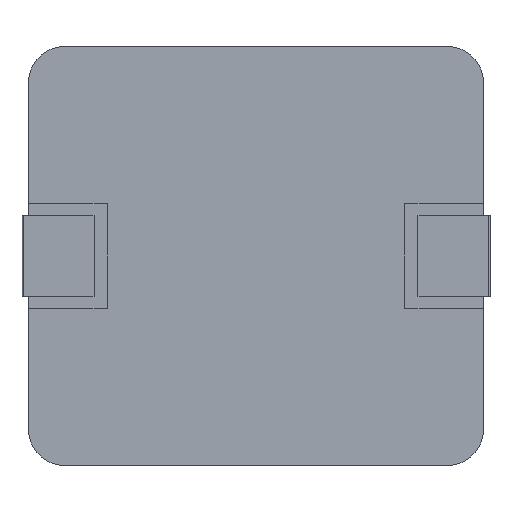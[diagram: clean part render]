
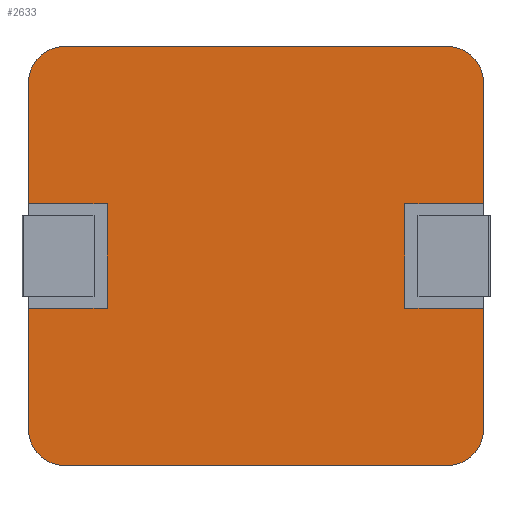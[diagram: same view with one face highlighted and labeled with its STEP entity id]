
A CAD part, front view. The second image highlights one B-rep face of the part: STEP entity #2633.
In plain terms, the highlighted planar face has unit normal (0, -1, 0).
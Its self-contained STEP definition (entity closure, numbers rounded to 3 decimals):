
#14 = VECTOR ( 'NONE', #3138, 1000. ) ;
#49 = DIRECTION ( 'NONE',  ( 0., 0., -1. ) ) ;
#50 = VECTOR ( 'NONE', #788, 1000. ) ;
#81 = CARTESIAN_POINT ( 'NONE',  ( 1.097, 0., -11.703 ) ) ;
#82 = DIRECTION ( 'NONE',  ( 0., -1., 0. ) ) ;
#91 = ORIENTED_EDGE ( 'NONE', *, *, #1550, .F. ) ;
#98 = ORIENTED_EDGE ( 'NONE', *, *, #1419, .F. ) ;
#106 = VERTEX_POINT ( 'NONE', #1430 ) ;
#123 = EDGE_CURVE ( 'NONE', #2506, #1074, #1242, .T. ) ;
#136 = PLANE ( 'NONE',  #3578 ) ;
#138 = VECTOR ( 'NONE', #1864, 1000. ) ;
#159 = VECTOR ( 'NONE', #2176, 1000. ) ;
#163 = VECTOR ( 'NONE', #466, 1000. ) ;
#193 = ORIENTED_EDGE ( 'NONE', *, *, #2880, .F. ) ;
#229 = CARTESIAN_POINT ( 'NONE',  ( 13.9, 0., -11.703 ) ) ;
#234 = VECTOR ( 'NONE', #3879, 1000. ) ;
#241 = DIRECTION ( 'NONE',  ( 1., 0., 0. ) ) ;
#313 = CARTESIAN_POINT ( 'NONE',  ( 11.5, 0., -8. ) ) ;
#327 = CARTESIAN_POINT ( 'NONE',  ( 2.4, 0., -4.8 ) ) ;
#346 = LINE ( 'NONE', #2413, #50 ) ;
#382 = CARTESIAN_POINT ( 'NONE',  ( 0., 0., 0. ) ) ;
#433 = LINE ( 'NONE', #675, #138 ) ;
#464 = AXIS2_PLACEMENT_3D ( 'NONE', #2540, #2207, #4131 ) ;
#466 = DIRECTION ( 'NONE',  ( 0., 0., -1. ) ) ;
#485 = CARTESIAN_POINT ( 'NONE',  ( 11.5, 0., -4.8 ) ) ;
#510 = CARTESIAN_POINT ( 'NONE',  ( 0., 0., 0. ) ) ;
#563 = VECTOR ( 'NONE', #1839, 1000. ) ;
#585 = VECTOR ( 'NONE', #2442, 1000. ) ;
#592 = CARTESIAN_POINT ( 'NONE',  ( 0., 0., 0. ) ) ;
#607 = CARTESIAN_POINT ( 'NONE',  ( 12.803, 0., -1.097 ) ) ;
#637 = VERTEX_POINT ( 'NONE', #1159 ) ;
#651 = CARTESIAN_POINT ( 'NONE',  ( 12.803, 0., 0. ) ) ;
#675 = CARTESIAN_POINT ( 'NONE',  ( 13.9, 0., -8. ) ) ;
#751 = CARTESIAN_POINT ( 'NONE',  ( 0., 0., -11.703 ) ) ;
#788 = DIRECTION ( 'NONE',  ( 0., 0., -1. ) ) ;
#789 = VERTEX_POINT ( 'NONE', #327 ) ;
#814 = LINE ( 'NONE', #3906, #2159 ) ;
#851 = CIRCLE ( 'NONE', #2636, 1.097 ) ;
#881 = VERTEX_POINT ( 'NONE', #3610 ) ;
#882 = CARTESIAN_POINT ( 'NONE',  ( 0., 0., -8. ) ) ;
#887 = CARTESIAN_POINT ( 'NONE',  ( 0., 0., -12.8 ) ) ;
#920 = VERTEX_POINT ( 'NONE', #751 ) ;
#1033 = ORIENTED_EDGE ( 'NONE', *, *, #2092, .T. ) ;
#1074 = VERTEX_POINT ( 'NONE', #485 ) ;
#1075 = LINE ( 'NONE', #887, #2251 ) ;
#1159 = CARTESIAN_POINT ( 'NONE',  ( 13.9, 0., -4.8 ) ) ;
#1200 = EDGE_CURVE ( 'NONE', #2131, #1290, #1075, .T. ) ;
#1239 = ORIENTED_EDGE ( 'NONE', *, *, #2168, .F. ) ;
#1242 = LINE ( 'NONE', #3957, #585 ) ;
#1243 = CARTESIAN_POINT ( 'NONE',  ( 13.9, 0., -1.097 ) ) ;
#1245 = EDGE_CURVE ( 'NONE', #106, #2142, #1279, .T. ) ;
#1261 = CARTESIAN_POINT ( 'NONE',  ( 2.4, 0., -8. ) ) ;
#1268 = VECTOR ( 'NONE', #2206, 1000. ) ;
#1279 = LINE ( 'NONE', #510, #563 ) ;
#1290 = VERTEX_POINT ( 'NONE', #1653 ) ;
#1307 = CARTESIAN_POINT ( 'NONE',  ( 13.9, 0., 0. ) ) ;
#1331 = EDGE_CURVE ( 'NONE', #1829, #2506, #433, .T. ) ;
#1349 = CARTESIAN_POINT ( 'NONE',  ( 1.097, 0., -1.097 ) ) ;
#1356 = CIRCLE ( 'NONE', #3521, 1.097 ) ;
#1358 = ORIENTED_EDGE ( 'NONE', *, *, #2939, .T. ) ;
#1370 = EDGE_CURVE ( 'NONE', #2465, #2798, #3629, .T. ) ;
#1418 = DIRECTION ( 'NONE',  ( 0., 0., -1. ) ) ;
#1419 = EDGE_CURVE ( 'NONE', #789, #2798, #814, .T. ) ;
#1430 = CARTESIAN_POINT ( 'NONE',  ( 1.097, 0., 0. ) ) ;
#1550 = EDGE_CURVE ( 'NONE', #3384, #789, #2555, .T. ) ;
#1551 = CARTESIAN_POINT ( 'NONE',  ( 13.9, 0., -4.8 ) ) ;
#1644 = CARTESIAN_POINT ( 'NONE',  ( 1.097, 0., -12.8 ) ) ;
#1653 = CARTESIAN_POINT ( 'NONE',  ( 12.803, 0., -12.8 ) ) ;
#1704 = DIRECTION ( 'NONE',  ( 0., 0., -1. ) ) ;
#1775 = ORIENTED_EDGE ( 'NONE', *, *, #2440, .T. ) ;
#1780 = ORIENTED_EDGE ( 'NONE', *, *, #2848, .F. ) ;
#1829 = VERTEX_POINT ( 'NONE', #2406 ) ;
#1839 = DIRECTION ( 'NONE',  ( 1., 0., 0. ) ) ;
#1864 = DIRECTION ( 'NONE',  ( -1., 0., 0. ) ) ;
#1912 = CARTESIAN_POINT ( 'NONE',  ( 2.4, 0., -4.8 ) ) ;
#1929 = AXIS2_PLACEMENT_3D ( 'NONE', #81, #2627, #49 ) ;
#2039 = LINE ( 'NONE', #592, #159 ) ;
#2092 = EDGE_CURVE ( 'NONE', #920, #2131, #2237, .T. ) ;
#2131 = VERTEX_POINT ( 'NONE', #1644 ) ;
#2142 = VERTEX_POINT ( 'NONE', #651 ) ;
#2159 = VECTOR ( 'NONE', #2298, 1000. ) ;
#2168 = EDGE_CURVE ( 'NONE', #1829, #3952, #3462, .T. ) ;
#2176 = DIRECTION ( 'NONE',  ( 0., 0., -1. ) ) ;
#2178 = FACE_OUTER_BOUND ( 'NONE', #3301, .T. ) ;
#2206 = DIRECTION ( 'NONE',  ( 0., 0., 1. ) ) ;
#2207 = DIRECTION ( 'NONE',  ( 0., -1., 0. ) ) ;
#2237 = CIRCLE ( 'NONE', #1929, 1.097 ) ;
#2251 = VECTOR ( 'NONE', #3398, 1000. ) ;
#2298 = DIRECTION ( 'NONE',  ( -1., 0., 0. ) ) ;
#2361 = VERTEX_POINT ( 'NONE', #1243 ) ;
#2406 = CARTESIAN_POINT ( 'NONE',  ( 13.9, 0., -8. ) ) ;
#2411 = EDGE_CURVE ( 'NONE', #2361, #2142, #1356, .T. ) ;
#2413 = CARTESIAN_POINT ( 'NONE',  ( 13.9, 0., 0. ) ) ;
#2440 = EDGE_CURVE ( 'NONE', #881, #920, #2039, .T. ) ;
#2442 = DIRECTION ( 'NONE',  ( 0., 0., 1. ) ) ;
#2465 = VERTEX_POINT ( 'NONE', #3495 ) ;
#2506 = VERTEX_POINT ( 'NONE', #313 ) ;
#2534 = ORIENTED_EDGE ( 'NONE', *, *, #1370, .T. ) ;
#2540 = CARTESIAN_POINT ( 'NONE',  ( 12.803, 0., -11.703 ) ) ;
#2555 = LINE ( 'NONE', #1912, #1268 ) ;
#2627 = DIRECTION ( 'NONE',  ( 0., -1., 0. ) ) ;
#2633 = ADVANCED_FACE ( 'NONE', ( #2178 ), #136, .T. ) ;
#2636 = AXIS2_PLACEMENT_3D ( 'NONE', #1349, #82, #1704 ) ;
#2667 = VECTOR ( 'NONE', #241, 1000. ) ;
#2798 = VERTEX_POINT ( 'NONE', #3369 ) ;
#2848 = EDGE_CURVE ( 'NONE', #2361, #637, #346, .T. ) ;
#2880 = EDGE_CURVE ( 'NONE', #881, #3384, #3903, .T. ) ;
#2931 = EDGE_CURVE ( 'NONE', #1074, #637, #3427, .T. ) ;
#2939 = EDGE_CURVE ( 'NONE', #1290, #3952, #3325, .T. ) ;
#3138 = DIRECTION ( 'NONE',  ( 1., 0., 0. ) ) ;
#3145 = ORIENTED_EDGE ( 'NONE', *, *, #1331, .T. ) ;
#3291 = ORIENTED_EDGE ( 'NONE', *, *, #1245, .F. ) ;
#3292 = CARTESIAN_POINT ( 'NONE',  ( 0., 0., 0. ) ) ;
#3301 = EDGE_LOOP ( 'NONE', ( #1239, #3145, #3786, #3333, #1780, #3727, #3291, #3842, #2534, #98, #91, #193, #1775, #1033, #3905, #1358 ) ) ;
#3325 = CIRCLE ( 'NONE', #464, 1.097 ) ;
#3333 = ORIENTED_EDGE ( 'NONE', *, *, #2931, .T. ) ;
#3369 = CARTESIAN_POINT ( 'NONE',  ( 0., 0., -4.8 ) ) ;
#3384 = VERTEX_POINT ( 'NONE', #1261 ) ;
#3398 = DIRECTION ( 'NONE',  ( 1., 0., 0. ) ) ;
#3427 = LINE ( 'NONE', #1551, #2667 ) ;
#3462 = LINE ( 'NONE', #1307, #163 ) ;
#3495 = CARTESIAN_POINT ( 'NONE',  ( 0., 0., -1.097 ) ) ;
#3521 = AXIS2_PLACEMENT_3D ( 'NONE', #607, #3832, #4092 ) ;
#3578 = AXIS2_PLACEMENT_3D ( 'NONE', #3292, #3917, #1418 ) ;
#3610 = CARTESIAN_POINT ( 'NONE',  ( 0., 0., -8. ) ) ;
#3629 = LINE ( 'NONE', #382, #234 ) ;
#3631 = EDGE_CURVE ( 'NONE', #106, #2465, #851, .T. ) ;
#3727 = ORIENTED_EDGE ( 'NONE', *, *, #2411, .T. ) ;
#3786 = ORIENTED_EDGE ( 'NONE', *, *, #123, .T. ) ;
#3832 = DIRECTION ( 'NONE',  ( 0., -1., 0. ) ) ;
#3842 = ORIENTED_EDGE ( 'NONE', *, *, #3631, .T. ) ;
#3879 = DIRECTION ( 'NONE',  ( 0., 0., -1. ) ) ;
#3903 = LINE ( 'NONE', #882, #14 ) ;
#3905 = ORIENTED_EDGE ( 'NONE', *, *, #1200, .T. ) ;
#3906 = CARTESIAN_POINT ( 'NONE',  ( 0., 0., -4.8 ) ) ;
#3917 = DIRECTION ( 'NONE',  ( 0., -1., 0. ) ) ;
#3952 = VERTEX_POINT ( 'NONE', #229 ) ;
#3957 = CARTESIAN_POINT ( 'NONE',  ( 11.5, 0., -4.8 ) ) ;
#4092 = DIRECTION ( 'NONE',  ( 0., 0., -1. ) ) ;
#4131 = DIRECTION ( 'NONE',  ( 0., 0., -1. ) ) ;
